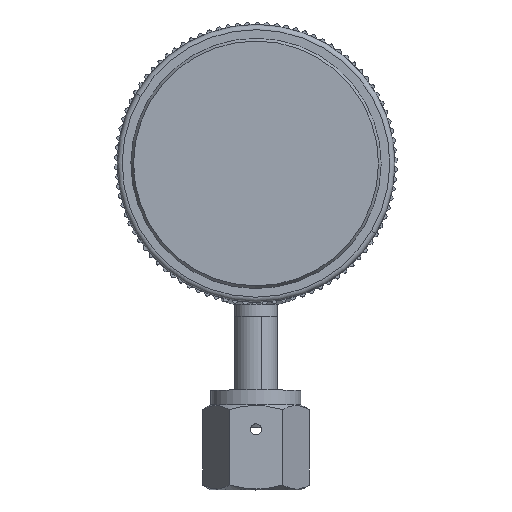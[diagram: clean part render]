
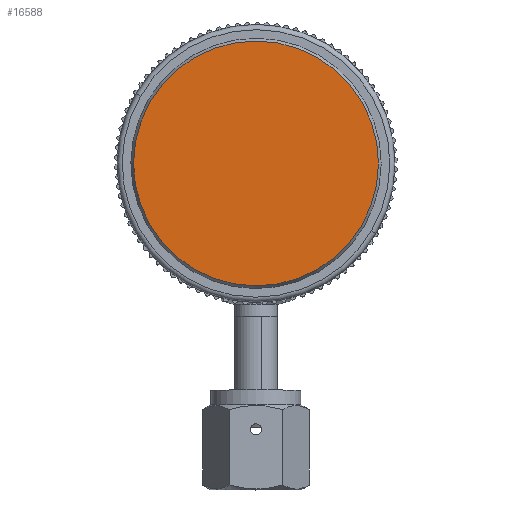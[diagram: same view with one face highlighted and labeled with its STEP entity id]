
A CAD part, top view. The second image highlights one B-rep face of the part: STEP entity #16588.
In plain terms, the highlighted planar face has unit normal (0, 0, 1).
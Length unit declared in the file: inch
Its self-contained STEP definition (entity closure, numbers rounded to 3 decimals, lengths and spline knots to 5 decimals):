
#1856 = AXIS2_PLACEMENT_3D ( 'NONE', #21986, #21569, #6457 ) ;
#2233 = CARTESIAN_POINT ( 'NONE',  ( 0.8577, -0.50052, 0.15 ) ) ;
#5082 = PLANE ( 'NONE',  #20002 ) ;
#5402 = VERTEX_POINT ( 'NONE', #7219 ) ;
#5665 = ORIENTED_EDGE ( 'NONE', *, *, #17006, .T. ) ;
#6058 = CIRCLE ( 'NONE', #24962, 0.99306 ) ;
#6457 = DIRECTION ( 'NONE',  ( -0.864, 0.504, 0. ) ) ;
#6865 = VERTEX_POINT ( 'NONE', #2233 ) ;
#7219 = CARTESIAN_POINT ( 'NONE',  ( -0.8577, 0.50052, 0.15 ) ) ;
#7748 = ORIENTED_EDGE ( 'NONE', *, *, #11494, .T. ) ;
#11494 = EDGE_CURVE ( 'NONE', #6865, #5402, #14049, .T. ) ;
#14049 = CIRCLE ( 'NONE', #1856, 0.99306 ) ;
#14451 = DIRECTION ( 'NONE',  ( 0., 0., 1. ) ) ;
#15010 = CARTESIAN_POINT ( 'NONE',  ( 0., 0., 0.15 ) ) ;
#16588 = ADVANCED_FACE ( 'NONE', ( #19523 ), #5082, .F. ) ;
#17006 = EDGE_CURVE ( 'NONE', #5402, #6865, #6058, .T. ) ;
#17267 = DIRECTION ( 'NONE',  ( 0., 0., -1. ) ) ;
#19523 = FACE_OUTER_BOUND ( 'NONE', #21285, .T. ) ;
#20002 = AXIS2_PLACEMENT_3D ( 'NONE', #15010, #17267, #25863 ) ;
#20690 = DIRECTION ( 'NONE',  ( -0.864, 0.504, 0. ) ) ;
#21285 = EDGE_LOOP ( 'NONE', ( #5665, #7748 ) ) ;
#21569 = DIRECTION ( 'NONE',  ( 0., 0., 1. ) ) ;
#21986 = CARTESIAN_POINT ( 'NONE',  ( 0., 0., 0.15 ) ) ;
#24776 = CARTESIAN_POINT ( 'NONE',  ( 0., 0., 0.15 ) ) ;
#24962 = AXIS2_PLACEMENT_3D ( 'NONE', #24776, #14451, #20690 ) ;
#25863 = DIRECTION ( 'NONE',  ( -0.864, 0.504, 0. ) ) ;
